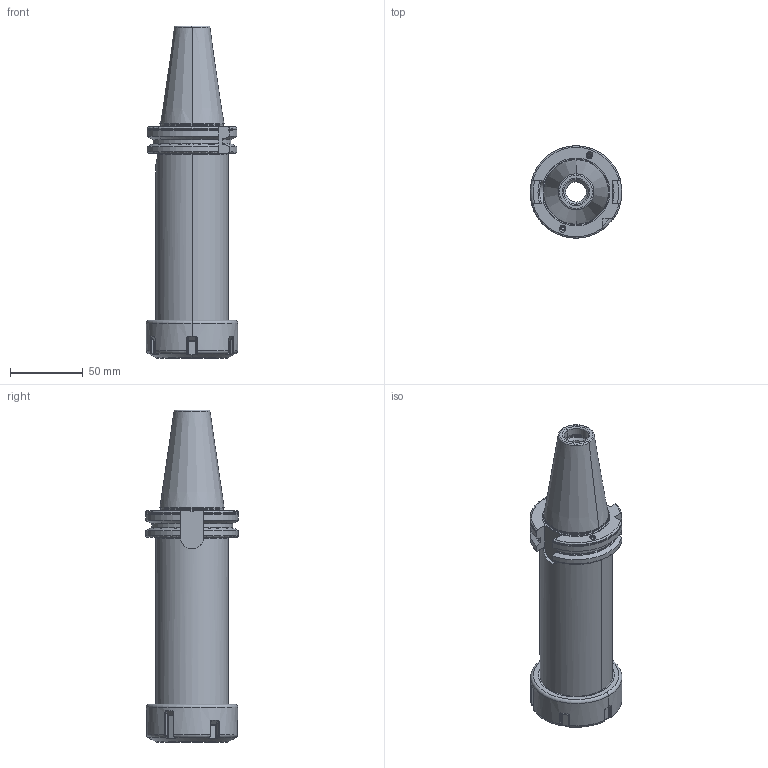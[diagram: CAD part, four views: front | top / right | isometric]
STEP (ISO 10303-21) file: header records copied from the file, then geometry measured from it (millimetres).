
FILE_DESCRIPTION((''),'2;1');
FILE_NAME('DC_403_02_26_2','2020-11-26T',('104091'),(''),'CREO PARAMETRIC BY PTC INC, 2016260','CREO PARAMETRIC BY PTC INC, 2016260','');
FILE_SCHEMA(('CONFIG_CONTROL_DESIGN'));
Length unit declared in the file: millimetre
Products named in the file (1): DC_403_02_26_2
Bounding box: 62.9 x 63.54 x 228.4 mm (x, y, z)
Volume: 330997.3 mm3; surface area: 58198.3 mm2
Topology: 1 solids, 1 shells, 333 faces, 812 edges, 492 vertices
Faces by surface type: plane 80, cylinder 77, torus 58, bspline 58, cone 48, sphere 12
Entity records: 12761 total; most frequent: CARTESIAN_POINT 5381, ORIENTED_EDGE 1618, DIRECTION 1391, EDGE_CURVE 809, AXIS2_PLACEMENT_3D 539, VERTEX_POINT 490, EDGE_LOOP 347, FACE_OUTER_BOUND 333
